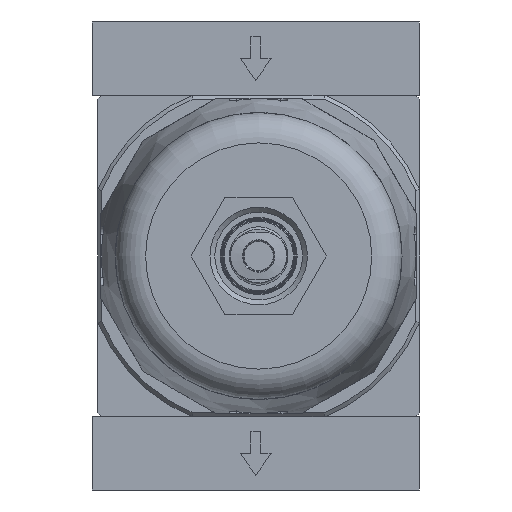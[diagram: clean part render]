
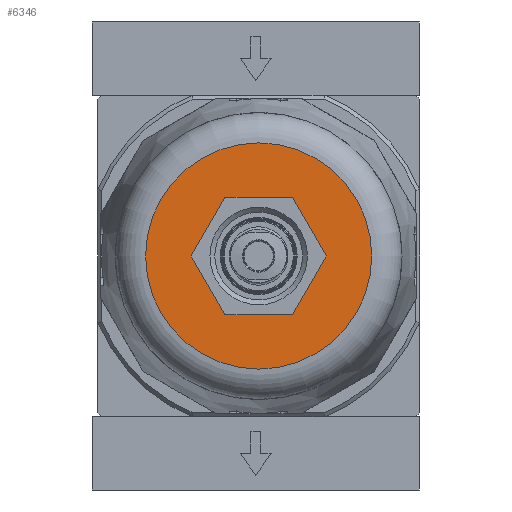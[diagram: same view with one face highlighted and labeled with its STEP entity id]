
A CAD part, front view. The second image highlights one B-rep face of the part: STEP entity #6346.
In plain terms, the highlighted planar face has unit normal (0, -1, 0).
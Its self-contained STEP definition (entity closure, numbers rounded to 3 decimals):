
#444=CIRCLE('',#6764,23.2);
#957=ORIENTED_EDGE('',*,*,#2074,.T.);
#958=ORIENTED_EDGE('',*,*,#2075,.T.);
#959=ORIENTED_EDGE('',*,*,#2076,.T.);
#960=ORIENTED_EDGE('',*,*,#2077,.T.);
#961=ORIENTED_EDGE('',*,*,#2078,.T.);
#962=ORIENTED_EDGE('',*,*,#2079,.T.);
#963=ORIENTED_EDGE('',*,*,#2080,.T.);
#2074=EDGE_CURVE('',#2662,#2662,#444,.T.);
#2075=EDGE_CURVE('',#2663,#2664,#3082,.T.);
#2076=EDGE_CURVE('',#2664,#2665,#3083,.T.);
#2077=EDGE_CURVE('',#2665,#2666,#3084,.T.);
#2078=EDGE_CURVE('',#2666,#2667,#3085,.T.);
#2079=EDGE_CURVE('',#2667,#2668,#3086,.T.);
#2080=EDGE_CURVE('',#2668,#2663,#3087,.T.);
#2662=VERTEX_POINT('',#9146);
#2663=VERTEX_POINT('',#9148);
#2664=VERTEX_POINT('',#9149);
#2665=VERTEX_POINT('',#9151);
#2666=VERTEX_POINT('',#9153);
#2667=VERTEX_POINT('',#9155);
#2668=VERTEX_POINT('',#9157);
#3082=LINE('',#9147,#3376);
#3083=LINE('',#9150,#3377);
#3084=LINE('',#9152,#3378);
#3085=LINE('',#9154,#3379);
#3086=LINE('',#9156,#3380);
#3087=LINE('',#9158,#3381);
#3376=VECTOR('',#7573,1000.);
#3377=VECTOR('',#7574,1000.);
#3378=VECTOR('',#7575,1000.);
#3379=VECTOR('',#7576,1000.);
#3380=VECTOR('',#7577,1000.);
#3381=VECTOR('',#7578,1000.);
#3695=EDGE_LOOP('',(#957));
#3696=EDGE_LOOP('',(#958,#959,#960,#961,#962,#963));
#4167=FACE_BOUND('',#3695,.T.);
#4168=FACE_BOUND('',#3696,.T.);
#4566=PLANE('',#6763);
#6346=ADVANCED_FACE('',(#4167,#4168),#4566,.F.);
#6763=AXIS2_PLACEMENT_3D('',#9144,#7569,#7570);
#6764=AXIS2_PLACEMENT_3D('',#9145,#7571,#7572);
#7569=DIRECTION('',(0.,1.,0.));
#7570=DIRECTION('',(0.,0.,1.));
#7571=DIRECTION('',(0.,-1.,0.));
#7572=DIRECTION('',(0.,0.,-1.));
#7573=DIRECTION('',(0.,0.,1.));
#7574=DIRECTION('',(0.866,0.,0.5));
#7575=DIRECTION('',(0.866,0.,-0.5));
#7576=DIRECTION('',(0.,0.,-1.));
#7577=DIRECTION('',(-0.866,0.,-0.5));
#7578=DIRECTION('',(-0.866,0.,0.5));
#9144=CARTESIAN_POINT('',(23.2,-165.,0.));
#9145=CARTESIAN_POINT('',(0.,-165.,0.));
#9146=CARTESIAN_POINT('',(0.,-165.,-23.2));
#9147=CARTESIAN_POINT('',(-12.,-165.,-6.928));
#9148=CARTESIAN_POINT('',(-12.,-165.,-6.928));
#9149=CARTESIAN_POINT('',(-12.,-165.,6.928));
#9150=CARTESIAN_POINT('',(-12.,-165.,6.928));
#9151=CARTESIAN_POINT('',(0.,-165.,13.856));
#9152=CARTESIAN_POINT('',(0.,-165.,13.856));
#9153=CARTESIAN_POINT('',(12.,-165.,6.928));
#9154=CARTESIAN_POINT('',(12.,-165.,6.928));
#9155=CARTESIAN_POINT('',(12.,-165.,-6.928));
#9156=CARTESIAN_POINT('',(12.,-165.,-6.928));
#9157=CARTESIAN_POINT('',(0.,-165.,-13.856));
#9158=CARTESIAN_POINT('',(0.,-165.,-13.856));
